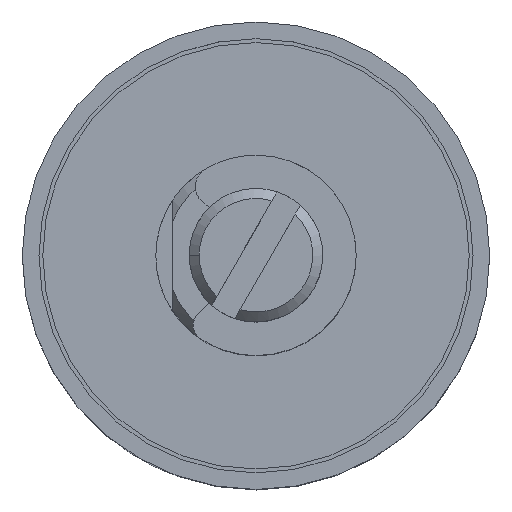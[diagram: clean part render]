
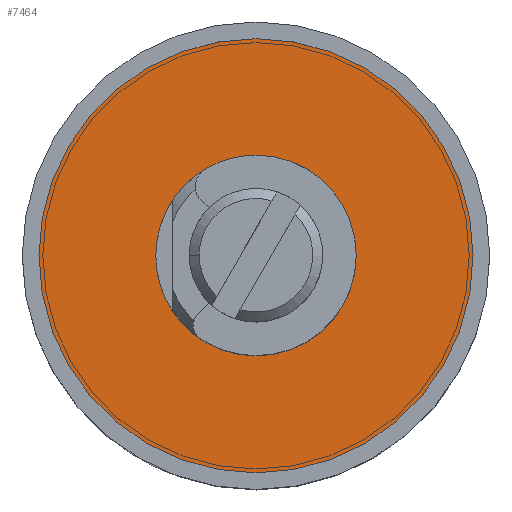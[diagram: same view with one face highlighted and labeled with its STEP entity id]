
A CAD part, top view. The second image highlights one B-rep face of the part: STEP entity #7464.
In plain terms, the highlighted planar face has unit normal (0, 0, 1).
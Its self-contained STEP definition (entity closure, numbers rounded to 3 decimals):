
#252 = CARTESIAN_POINT ( 'NONE',  ( 0., 0., 0.5 ) ) ;
#1024 = EDGE_LOOP ( 'NONE', ( #6184, #5318 ) ) ;
#1299 = EDGE_CURVE ( 'NONE', #8555, #6699, #11282, .T. ) ;
#1347 = CIRCLE ( 'NONE', #5162, 6.5 ) ;
#1707 = DIRECTION ( 'NONE',  ( -1., 0., 0. ) ) ;
#1792 = EDGE_CURVE ( 'NONE', #6699, #8555, #10239, .T. ) ;
#1856 = DIRECTION ( 'NONE',  ( -1., 0., 0. ) ) ;
#2384 = DIRECTION ( 'NONE',  ( 0., 0., 1. ) ) ;
#2488 = CARTESIAN_POINT ( 'NONE',  ( 0., 0., 0.5 ) ) ;
#2867 = CARTESIAN_POINT ( 'NONE',  ( -3., 0., 0.5 ) ) ;
#3097 = ORIENTED_EDGE ( 'NONE', *, *, #1299, .T. ) ;
#4076 = FACE_OUTER_BOUND ( 'NONE', #1024, .T. ) ;
#4310 = VERTEX_POINT ( 'NONE', #10428 ) ;
#4968 = ORIENTED_EDGE ( 'NONE', *, *, #1792, .T. ) ;
#5078 = VERTEX_POINT ( 'NONE', #7772 ) ;
#5162 = AXIS2_PLACEMENT_3D ( 'NONE', #252, #8792, #6781 ) ;
#5318 = ORIENTED_EDGE ( 'NONE', *, *, #5491, .T. ) ;
#5366 = AXIS2_PLACEMENT_3D ( 'NONE', #11067, #7321, #1707 ) ;
#5491 = EDGE_CURVE ( 'NONE', #4310, #5078, #1347, .T. ) ;
#6184 = ORIENTED_EDGE ( 'NONE', *, *, #9032, .T. ) ;
#6699 = VERTEX_POINT ( 'NONE', #2867 ) ;
#6781 = DIRECTION ( 'NONE',  ( 1., 0., 0. ) ) ;
#7081 = CARTESIAN_POINT ( 'NONE',  ( 3., 0., 0.5 ) ) ;
#7134 = AXIS2_PLACEMENT_3D ( 'NONE', #7081, #2384, #8889 ) ;
#7321 = DIRECTION ( 'NONE',  ( 0., 0., -1. ) ) ;
#7464 = ADVANCED_FACE ( 'NONE', ( #8948, #4076 ), #10813, .T. ) ;
#7637 = AXIS2_PLACEMENT_3D ( 'NONE', #9365, #8454, #1856 ) ;
#7772 = CARTESIAN_POINT ( 'NONE',  ( 6.5, 0., 0.5 ) ) ;
#8154 = DIRECTION ( 'NONE',  ( 0., 0., 1. ) ) ;
#8432 = CARTESIAN_POINT ( 'NONE',  ( 3., 0., 0.5 ) ) ;
#8454 = DIRECTION ( 'NONE',  ( 0., 0., -1. ) ) ;
#8555 = VERTEX_POINT ( 'NONE', #8432 ) ;
#8792 = DIRECTION ( 'NONE',  ( 0., 0., 1. ) ) ;
#8889 = DIRECTION ( 'NONE',  ( 1., 0., 0. ) ) ;
#8948 = FACE_BOUND ( 'NONE', #10625, .T. ) ;
#9032 = EDGE_CURVE ( 'NONE', #5078, #4310, #10683, .T. ) ;
#9365 = CARTESIAN_POINT ( 'NONE',  ( 0., 0., 0.5 ) ) ;
#9925 = DIRECTION ( 'NONE',  ( 1., 0., 0. ) ) ;
#10239 = CIRCLE ( 'NONE', #7637, 3. ) ;
#10383 = AXIS2_PLACEMENT_3D ( 'NONE', #2488, #8154, #9925 ) ;
#10428 = CARTESIAN_POINT ( 'NONE',  ( -6.5, 0., 0.5 ) ) ;
#10625 = EDGE_LOOP ( 'NONE', ( #4968, #3097 ) ) ;
#10683 = CIRCLE ( 'NONE', #10383, 6.5 ) ;
#10813 = PLANE ( 'NONE',  #7134 ) ;
#11067 = CARTESIAN_POINT ( 'NONE',  ( 0., 0., 0.5 ) ) ;
#11282 = CIRCLE ( 'NONE', #5366, 3. ) ;
